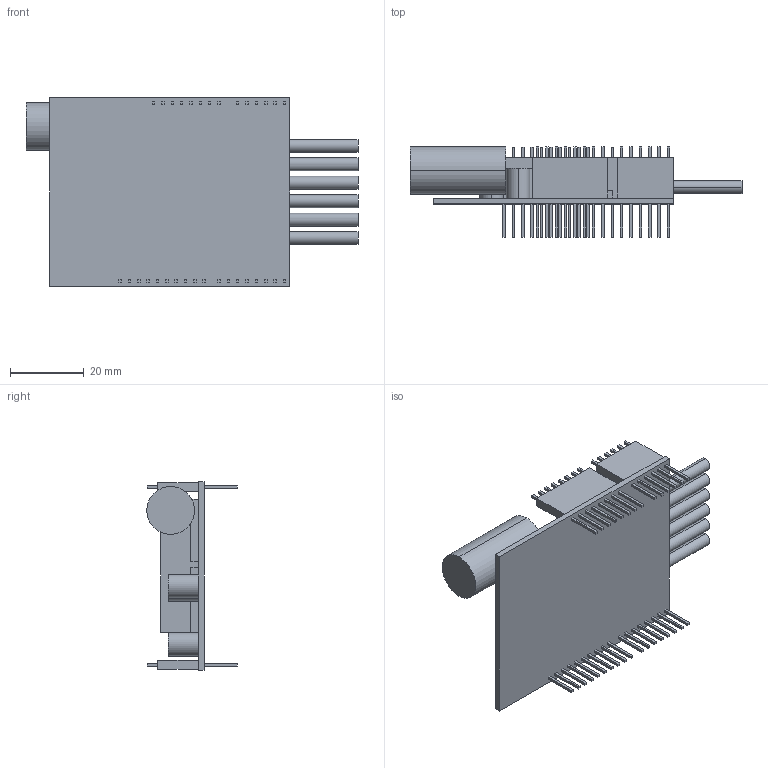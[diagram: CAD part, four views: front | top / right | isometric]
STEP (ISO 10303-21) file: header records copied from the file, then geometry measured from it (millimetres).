
FILE_DESCRIPTION (( 'STEP AP214' ), '1' );
FILE_NAME ('Pololu_Dual_VNH5019_header_top.STEP', '2023-02-06T19:37:39', ( '' ), ( '' ), 'SwSTEP 2.0', 'SolidWorks 2022', '' );
FILE_SCHEMA (( 'AUTOMOTIVE_DESIGN' ));
Length unit declared in the file: millimetre
Products named in the file (1): Pololu_Dual_VNH5019_header_top
Bounding box: 90.3 x 24.59 x 51.4 mm (x, y, z)
Volume: 16888.4 mm3; surface area: 16452.2 mm2
Topology: 16 solids, 16 shells, 416 faces, 948 edges, 632 vertices
Faces by surface type: plane 396, cylinder 20
Entity records: 12367 total; most frequent: CARTESIAN_POINT 1997, ORIENTED_EDGE 1896, DIRECTION 1822, EDGE_CURVE 948, VECTOR 908, LINE 908, VERTEX_POINT 632, EDGE_LOOP 484
